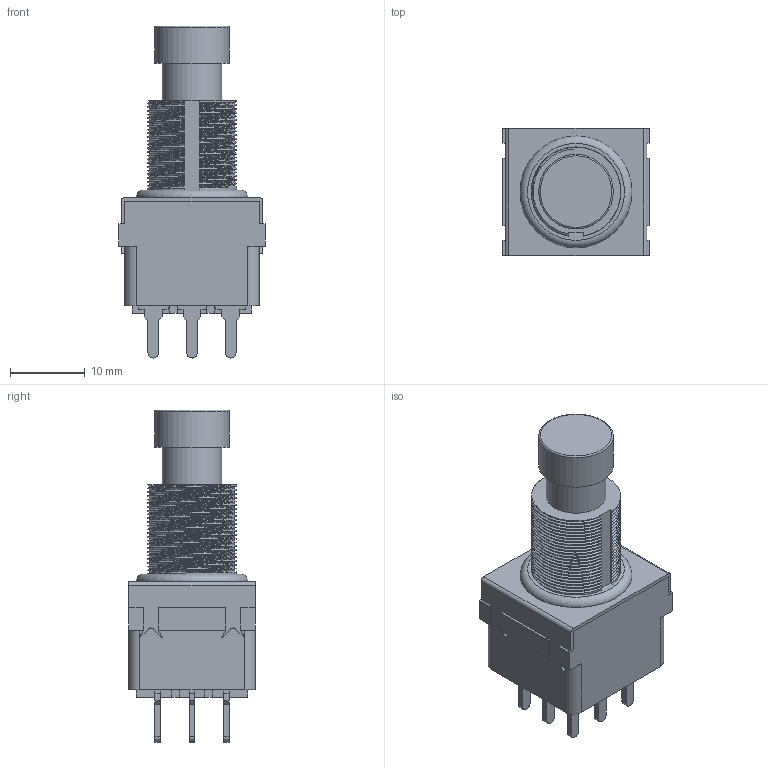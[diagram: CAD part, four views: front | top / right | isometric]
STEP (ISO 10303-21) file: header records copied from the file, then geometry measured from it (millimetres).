
FILE_DESCRIPTION(/* description */ (''),/* implementation_level */ '2;1');
FILE_NAME(/* name */ '3PDT.stp',/* time_stamp */ '2017-01-25T18:56:16+01:00',/* author */ (''),/* organization */ (''),/* preprocessor_version */ 'ST-DEVELOPER v16',/* originating_system */ 'SIEMENS PLM Software NX 10.0',/* authorisation */ '');
FILE_SCHEMA (('CONFIG_CONTROL_DESIGN'));
Products named in the file (5): 3PDT Schalter; 3PDT Pin; 3PDT Cover; 3PDT Body; 3PDT
Assembly tree (12 placements, depth 2):
  3PDT
    3PDT Body
    3PDT Cover
    3PDT Pin  x9
    3PDT Schalter
Bounding box: 19.6 x 17 x 44.5 mm (x, y, z)
Volume: 6798.1 mm3; surface area: 4352.9 mm2
Topology: 12 solids, 12 shells, 358 faces, 982 edges, 655 vertices
Faces by surface type: plane 238, cylinder 70, bspline 48, torus 2
Full cylindrical faces by diameter (mm): 8 x1, 10 x1
Entity records: 47040 total; most frequent: CARTESIAN_POINT 40405, ORIENTED_EDGE 1376, DIRECTION 950, EDGE_CURVE 688, LINE 462, VECTOR 462, VERTEX_POINT 461, EDGE_LOOP 257
